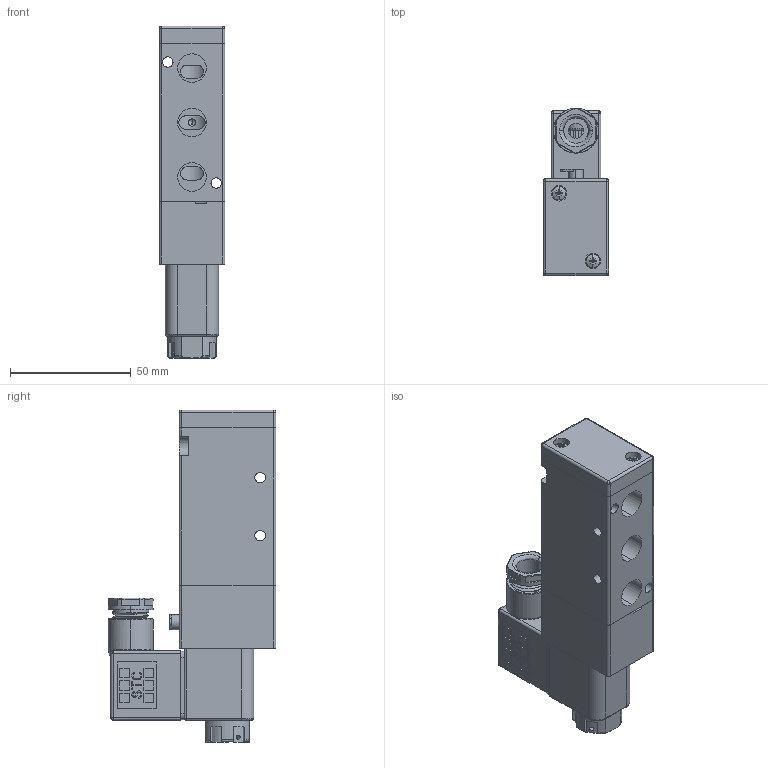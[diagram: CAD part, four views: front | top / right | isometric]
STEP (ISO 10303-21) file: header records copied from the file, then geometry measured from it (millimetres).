
FILE_DESCRIPTION (( 'STEP AP203' ), '1' );
FILE_NAME ('J4V310-08-D.step', '2016-11-04T16:38:34', ( '' ), ( '' ), 'SwSTEP 2.0', 'SolidWorks 2016', '' );
FILE_SCHEMA (( 'CONFIG_CONTROL_DESIGN' ));
Products named in the file (1): J4V310-08-D
Bounding box: 27 x 69.3 x 137.2 mm (x, y, z)
Volume: 115098.5 mm3; surface area: 54469.1 mm2
Topology: 17 solids, 17 shells, 1782 faces, 4804 edges, 3113 vertices
Faces by surface type: plane 959, cylinder 467, cone 240, bspline 116
Entity records: 70591 total; most frequent: CARTESIAN_POINT 26928, ORIENTED_EDGE 9552, DIRECTION 8354, EDGE_CURVE 4776, VERTEX_POINT 3113, LINE 3042, VECTOR 3042, AXIS2_PLACEMENT_3D 2656
